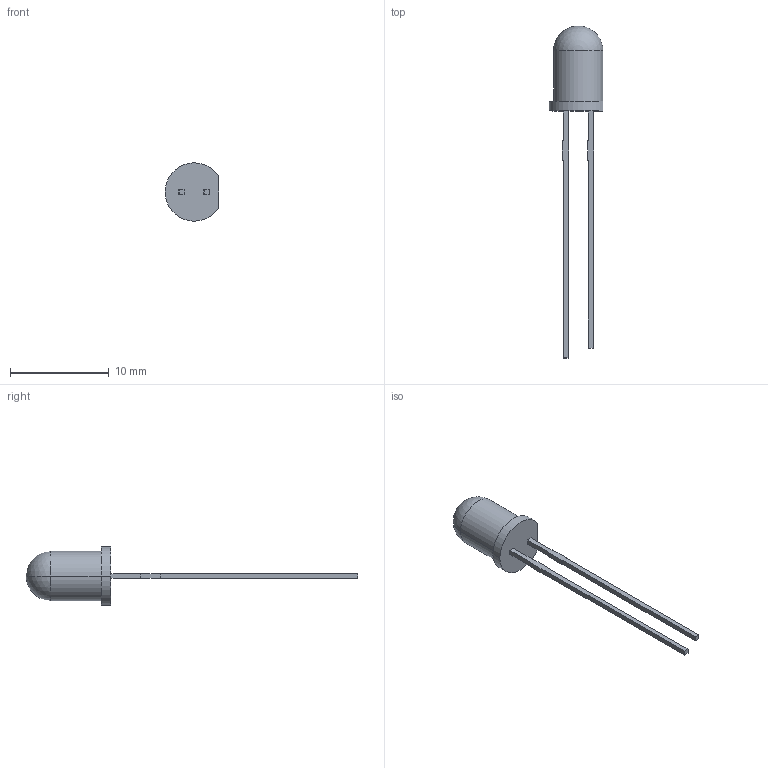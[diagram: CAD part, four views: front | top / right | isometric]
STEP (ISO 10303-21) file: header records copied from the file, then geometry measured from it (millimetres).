
FILE_DESCRIPTION (( 'STEP AP214' ), '1' );
FILE_NAME ('LED_Y_5mm_2pin.STEP', '2016-07-18T09:34:03', ( 'NgocHoang' ), ( '' ), 'SwSTEP 2.0', 'SolidWorks 2010', '' );
FILE_SCHEMA (( 'AUTOMOTIVE_DESIGN' ));
Length unit declared in the file: millimetre
Products named in the file (1): LED_Y_5mm_2pin
Bounding box: 5.45 x 33.6 x 5.9 mm (x, y, z)
Volume: 171.8 mm3; surface area: 270.4 mm2
Topology: 1 solids, 1 shells, 35 faces, 94 edges, 61 vertices
Faces by surface type: plane 29, cylinder 4, sphere 2
Entity records: 1469 total; most frequent: CARTESIAN_POINT 185, ORIENTED_EDGE 180, DIRECTION 172, EDGE_CURVE 90, LINE 80, VECTOR 80, VERTEX_POINT 59, AXIS2_PLACEMENT_3D 46
